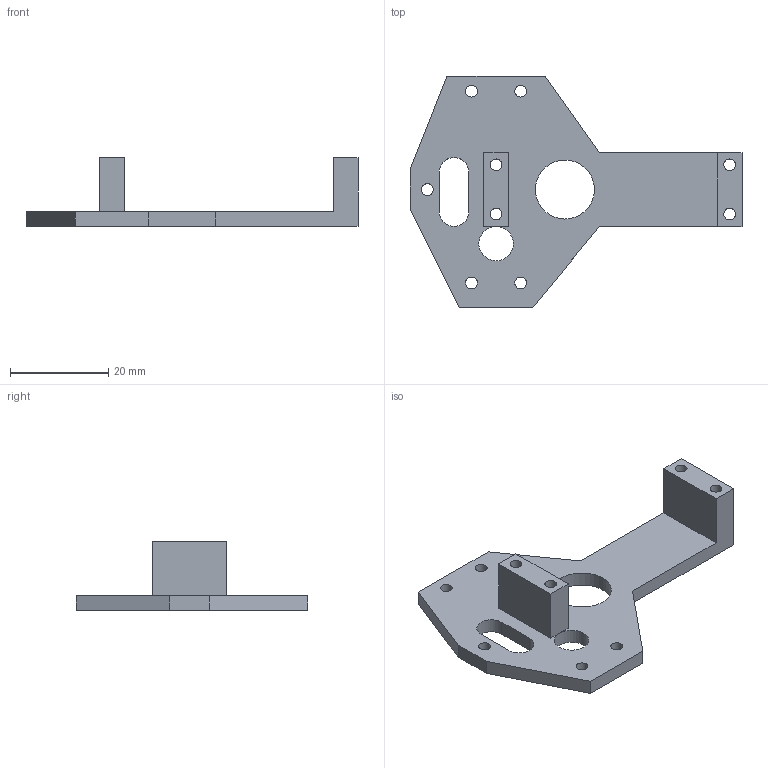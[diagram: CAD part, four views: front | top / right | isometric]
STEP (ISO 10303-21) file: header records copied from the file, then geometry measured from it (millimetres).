
FILE_DESCRIPTION(/* description */ ('','CAx-IF Rec.Pracs.---Representation and Presentation of Product Manufacturing Information (PMI)---4.0---2014-10-13'),/* implementation_level */ '2;1');
FILE_NAME(/* name */ 'gripper_body v10.step',/* time_stamp */ '2025-03-25T16:53:44-04:00',/* author */ (''),/* organization */ (''),/* preprocessor_version */ 'ST-DEVELOPER v20',/* originating_system */ 'Autodesk Translation Framework v13.20.0.188',/* authorisation */ '');
FILE_SCHEMA (('AP242_MANAGED_MODEL_BASED_3D_ENGINEERING_MIM_LF { 1 0 10303 442 1 1 4 }'));
Length unit declared in the file: millimetre
Products named in the file (1): gripper_body
Bounding box: 67.5 x 47 x 14 mm (x, y, z)
Volume: 6275.2 mm3; surface area: 5512.5 mm2
Topology: 1 solids, 1 shells, 34 faces, 95 edges, 63 vertices
Faces by surface type: plane 21, cylinder 13
Full cylindrical faces by diameter (mm): 2.4 x9, 7 x1, 12 x1
Entity records: 1179 total; most frequent: CARTESIAN_POINT 193, DIRECTION 192, ORIENTED_EDGE 190, EDGE_CURVE 95, LINE 68, VECTOR 68, VERTEX_POINT 63, AXIS2_PLACEMENT_3D 62
